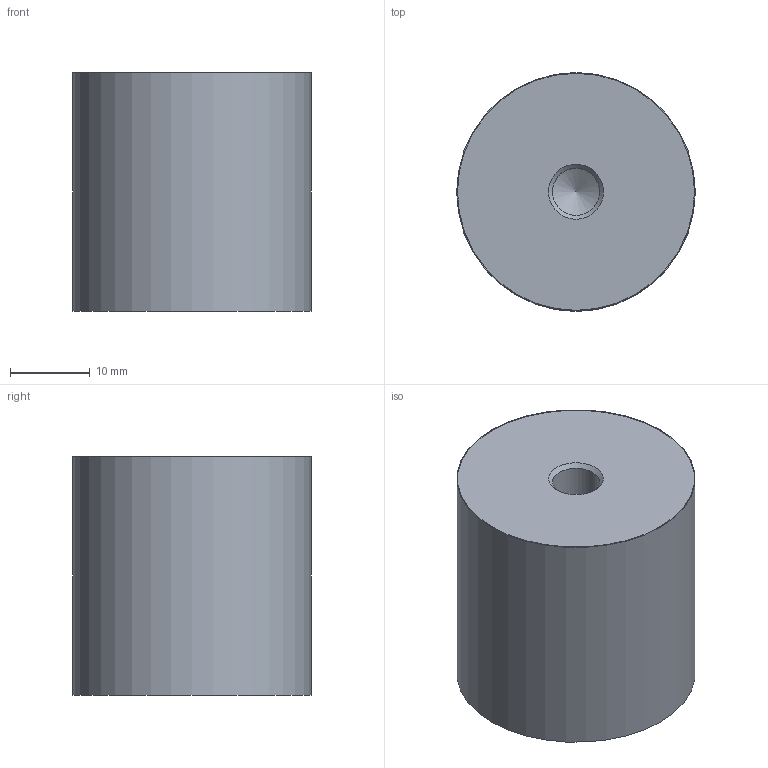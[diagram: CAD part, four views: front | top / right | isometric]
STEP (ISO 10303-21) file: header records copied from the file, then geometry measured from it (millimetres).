
FILE_DESCRIPTION(/* description */ (''),/* implementation_level */ '2;1');
FILE_NAME(/* name */ '10744_KriTec_Gummipuffer_30x30_M8_Einschraubplatte_beidseitig.stp',/* time_stamp */ '2017-06-22T14:49:38+02:00',/* author */ ('kostic'),/* organization */ (''),/* preprocessor_version */ 'ST-DEVELOPER v16.1',/* originating_system */ 'Autodesk Inventor 2016',/* authorisation */ '');
FILE_SCHEMA (('AUTOMOTIVE_DESIGN { 1 0 10303 214 3 1 1 }'));
Length unit declared in the file: millimetre
Products named in the file (1): 10744_KriTec_Gummipuffer_30x30_M8_Einschraubplatte_beidseitig
Bounding box: 30 x 30 x 30 mm (x, y, z)
Volume: 20659.3 mm3; surface area: 4563.1 mm2
Topology: 1 solids, 1 shells, 10 faces, 18 edges, 11 vertices
Faces by surface type: cylinder 4, cone 3, plane 3
Full cylindrical faces by diameter (mm): 5.917 x1, 6.647 x1, 29.8 x1, 30 x1
Entity records: 244 total; most frequent: DIRECTION 40, CARTESIAN_POINT 29, AXIS2_PLACEMENT_3D 20, EDGE_LOOP 18, ORIENTED_EDGE 18, FACE_OUTER_BOUND 10, ADVANCED_FACE 10, CIRCLE 9
